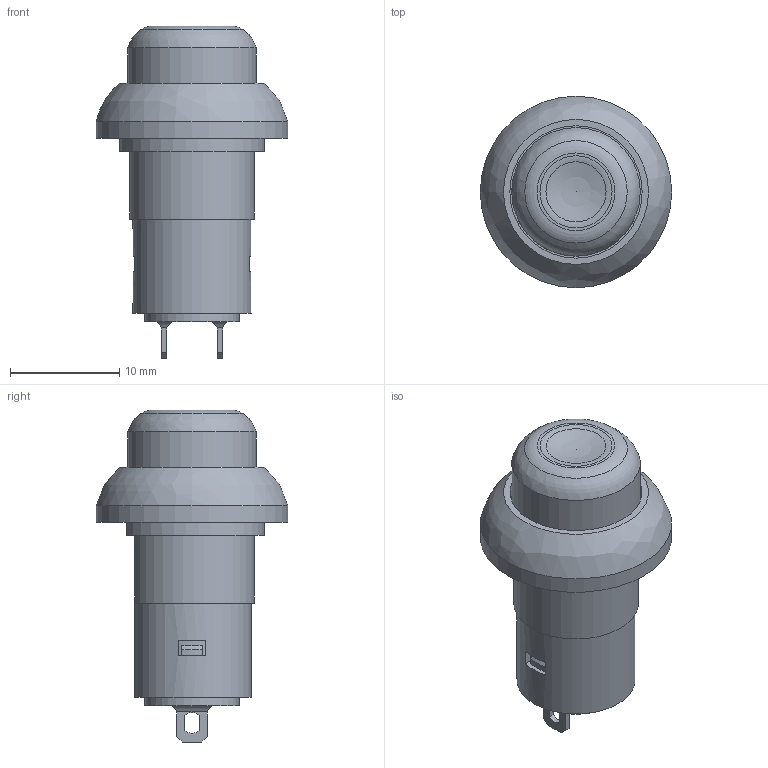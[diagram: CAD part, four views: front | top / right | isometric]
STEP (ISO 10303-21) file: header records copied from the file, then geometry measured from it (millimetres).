
FILE_DESCRIPTION((' '),'2;1');
FILE_NAME('RP8201B2M1CEBLKxxxNIL.stp','2017-08-03T08:37:35',(' '),(' '),' ','ACIS',' ');
FILE_SCHEMA(('CONFIG_CONTROL_DESIGN'));
Length unit declared in the file: inch
Products named in the file (1): RP8201B2M1CEBLKxxxNIL.stp
Bounding box: 17.5 x 17.5 x 30.35 mm (x, y, z)
Volume: 2291.3 mm3; surface area: 3279.4 mm2
Topology: 1 solids, 2 shells, 197 faces, 529 edges, 344 vertices
Faces by surface type: plane 130, cylinder 50, cone 11, torus 3, bspline 2, sphere 1
Full cylindrical faces by diameter (mm): 2.2 x1, 2.6 x1, 4 x1, 5.1 x1, 5.6 x1, 7 x1, 7.2 x1, 8.6 x2, 9 x2, 9.5 x1, 9.75 x1, 11.1 x1, 11.6 x1, 11.75 x1, 12.1 x1, 17.5 x1
Entity records: 6151 total; most frequent: CARTESIAN_POINT 1130, DIRECTION 1032, ORIENTED_EDGE 988, EDGE_CURVE 494, AXIS2_PLACEMENT_3D 358, VERTEX_POINT 336, VECTOR 316, LINE 316
